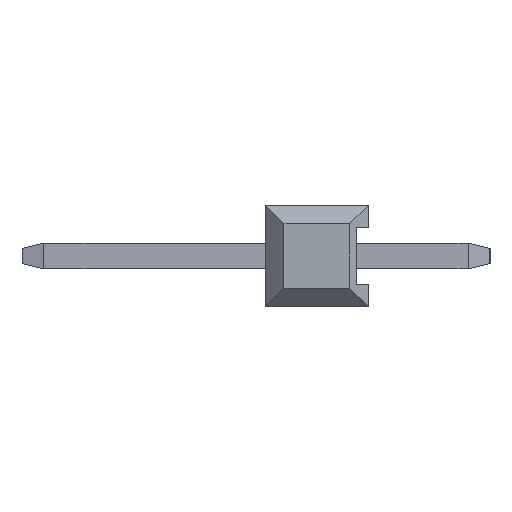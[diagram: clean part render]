
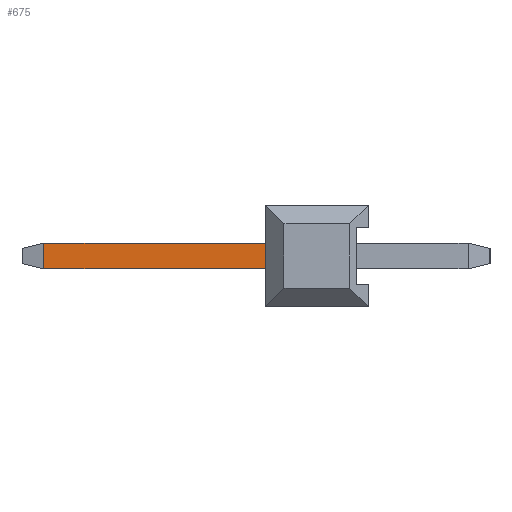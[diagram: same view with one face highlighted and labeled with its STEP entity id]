
A CAD part, left-side view. The second image highlights one B-rep face of the part: STEP entity #675.
In plain terms, the highlighted planar face has unit normal (-1, 0, 0).
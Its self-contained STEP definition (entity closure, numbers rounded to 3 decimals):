
#350 = ORIENTED_EDGE ( 'NONE', *, *, #16465, .T. ) ;
#351 = ORIENTED_EDGE ( 'NONE', *, *, #16466, .T. ) ;
#352 = ORIENTED_EDGE ( 'NONE', *, *, #16420, .T. ) ;
#353 = ORIENTED_EDGE ( 'NONE', *, *, #16409, .F. ) ;
#675 = ADVANCED_FACE ( 'NONE', ( #4268 ), #2303, .T. ) ;
#2303 = PLANE ( 'NONE',  #7076 ) ;
#2304 = CARTESIAN_POINT ( 'NONE',  ( -0.32, 8.54, 0.32 ) ) ;
#2305 = DIRECTION ( 'NONE',  ( -1., 0., 0. ) ) ;
#2306 = DIRECTION ( 'NONE',  ( 0., 0., 1. ) ) ;
#4268 = FACE_OUTER_BOUND ( 'NONE', #16654, .T. ) ;
#4440 = VERTEX_POINT ( 'NONE', #9697 ) ;
#4468 = VERTEX_POINT ( 'NONE', #9725 ) ;
#7076 = AXIS2_PLACEMENT_3D ( 'NONE', #2304, #2305, #2306 ) ;
#9697 = CARTESIAN_POINT ( 'NONE',  ( -0.32, 2.54, 0.32 ) ) ;
#9725 = CARTESIAN_POINT ( 'NONE',  ( -0.32, 7.999, -0.32 ) ) ;
#14634 = CARTESIAN_POINT ( 'NONE',  ( -0.32, 2.54, -0.32 ) ) ;
#14956 = CARTESIAN_POINT ( 'NONE',  ( -0.32, 7.999, 0.32 ) ) ;
#15453 = LINE ( 'NONE', #15455, #15926 ) ;
#15455 = CARTESIAN_POINT ( 'NONE',  ( -0.32, 8.54, 0.32 ) ) ;
#15456 = DIRECTION ( 'NONE',  ( 0., -1., 0. ) ) ;
#15536 = LINE ( 'NONE', #15537, #15950 ) ;
#15537 = CARTESIAN_POINT ( 'NONE',  ( -0.32, 8.54, -0.32 ) ) ;
#15538 = DIRECTION ( 'NONE',  ( 0., -1., 0. ) ) ;
#15727 = LINE ( 'NONE', #15728, #16012 ) ;
#15728 = CARTESIAN_POINT ( 'NONE',  ( -0.32, 2.54, -0.32 ) ) ;
#15729 = DIRECTION ( 'NONE',  ( 0., 0., 1. ) ) ;
#15731 = LINE ( 'NONE', #15732, #16013 ) ;
#15732 = CARTESIAN_POINT ( 'NONE',  ( -0.32, 7.999, 0.32 ) ) ;
#15733 = DIRECTION ( 'NONE',  ( 0., 0., -1. ) ) ;
#15926 = VECTOR ( 'NONE', #15456, 1000. ) ;
#15950 = VECTOR ( 'NONE', #15538, 1000. ) ;
#16012 = VECTOR ( 'NONE', #15729, 1000. ) ;
#16013 = VECTOR ( 'NONE', #15733, 1000. ) ;
#16085 = VERTEX_POINT ( 'NONE', #14634 ) ;
#16105 = VERTEX_POINT ( 'NONE', #14956 ) ;
#16409 = EDGE_CURVE ( 'NONE', #16105, #4440, #15453, .T. ) ;
#16420 = EDGE_CURVE ( 'NONE', #4468, #16085, #15536, .T. ) ;
#16465 = EDGE_CURVE ( 'NONE', #16085, #4440, #15727, .T. ) ;
#16466 = EDGE_CURVE ( 'NONE', #16105, #4468, #15731, .T. ) ;
#16654 = EDGE_LOOP ( 'NONE', ( #353, #351, #352, #350 ) ) ;
